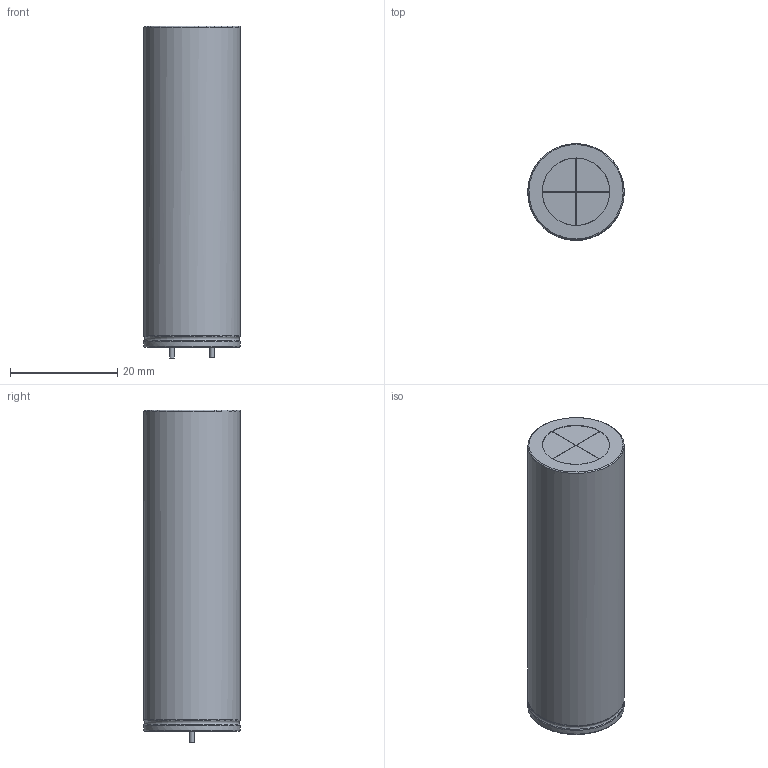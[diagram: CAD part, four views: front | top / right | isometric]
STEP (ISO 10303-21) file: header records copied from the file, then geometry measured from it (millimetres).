
FILE_DESCRIPTION(/* description */ ('STEP AP203'),/* implementation_level */ '2;1');
FILE_NAME(/* name */ '645dc237f0b4a35312f8a5a2',/* time_stamp */ '2023-05-12T04:36:07Z',/* author */ (''),/* organization */ (''),/* preprocessor_version */ 'ST-DEVELOPER v19.4',/* originating_system */ ' ',/* authorisation */ ' ');
FILE_SCHEMA (('CONFIG_CONTROL_DESIGN'));
Length unit declared in the file: metre
Products named in the file (1): CP_Radial_D180mm_P750mm
Bounding box: 18 x 17.99 x 62 mm (x, y, z)
Volume: 15212.9 mm3; surface area: 4179.7 mm2
Topology: 1 solids, 2 shells, 34 faces, 75 edges, 49 vertices
Faces by surface type: plane 20, cylinder 7, torus 7
Full cylindrical faces by diameter (mm): 0.9 x2, 12.6 x3, 18 x2
Entity records: 988 total; most frequent: CARTESIAN_POINT 233, DIRECTION 148, ORIENTED_EDGE 122, EDGE_CURVE 61, AXIS2_PLACEMENT_3D 60, EDGE_LOOP 48, FACE_BOUND 48, VERTEX_POINT 45
